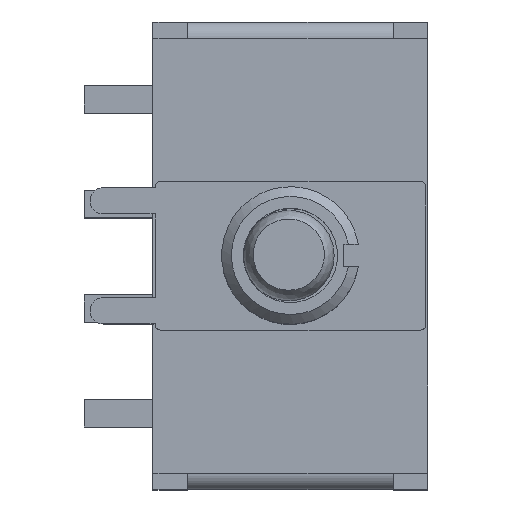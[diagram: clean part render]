
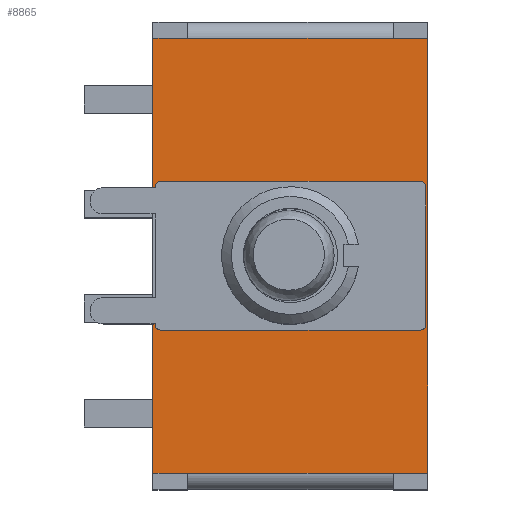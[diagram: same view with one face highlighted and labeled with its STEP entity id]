
A CAD part, top view. The second image highlights one B-rep face of the part: STEP entity #8865.
In plain terms, the highlighted planar face has unit normal (0, 0, 1).
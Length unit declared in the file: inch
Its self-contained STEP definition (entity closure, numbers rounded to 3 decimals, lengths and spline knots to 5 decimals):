
#317=FACE_OUTER_BOUND('',#846,.T.);
#846=EDGE_LOOP('',(#5963,#5964,#5965,#5966,#5967,#5968,#5969,#5970,#5971,
#5972,#5973,#5974,#5975,#5976,#5977,#5978,#5979,#5980,#5981,#5982));
#1379=LINE('',#12984,#2405);
#1383=LINE('',#12994,#2409);
#1386=LINE('',#13002,#2412);
#1388=LINE('',#13008,#2414);
#1391=LINE('',#13014,#2417);
#1402=LINE('',#13037,#2428);
#1403=LINE('',#13039,#2429);
#1415=LINE('',#13079,#2441);
#1416=LINE('',#13081,#2442);
#1417=LINE('',#13083,#2443);
#1418=LINE('',#13085,#2444);
#1419=LINE('',#13087,#2445);
#1420=LINE('',#13089,#2446);
#1421=LINE('',#13091,#2447);
#1422=LINE('',#13093,#2448);
#1423=LINE('',#13094,#2449);
#2405=VECTOR('',#10272,0.3937);
#2409=VECTOR('',#10282,0.3937);
#2412=VECTOR('',#10291,0.3937);
#2414=VECTOR('',#10299,0.3937);
#2417=VECTOR('',#10304,0.3937);
#2428=VECTOR('',#10329,0.3937);
#2429=VECTOR('',#10332,0.3937);
#2441=VECTOR('',#10370,0.3937);
#2442=VECTOR('',#10371,0.3937);
#2443=VECTOR('',#10372,0.3937);
#2444=VECTOR('',#10373,0.3937);
#2445=VECTOR('',#10374,0.3937);
#2446=VECTOR('',#10375,0.3937);
#2447=VECTOR('',#10376,0.3937);
#2448=VECTOR('',#10377,0.3937);
#2449=VECTOR('',#10378,0.3937);
#3421=CIRCLE('',#9398,0.00984);
#3422=CIRCLE('',#9401,0.00984);
#3423=CIRCLE('',#9404,0.00984);
#3424=CIRCLE('',#9407,0.00984);
#3682=VERTEX_POINT('',#12967);
#3686=VERTEX_POINT('',#12976);
#3687=VERTEX_POINT('',#12978);
#3688=VERTEX_POINT('',#12982);
#3689=VERTEX_POINT('',#12986);
#3690=VERTEX_POINT('',#12988);
#3691=VERTEX_POINT('',#12992);
#3692=VERTEX_POINT('',#12996);
#3693=VERTEX_POINT('',#13000);
#3694=VERTEX_POINT('',#13004);
#3696=VERTEX_POINT('',#13012);
#3701=VERTEX_POINT('',#13035);
#3710=VERTEX_POINT('',#13078);
#3711=VERTEX_POINT('',#13080);
#3712=VERTEX_POINT('',#13082);
#3713=VERTEX_POINT('',#13084);
#3714=VERTEX_POINT('',#13086);
#3715=VERTEX_POINT('',#13088);
#3716=VERTEX_POINT('',#13090);
#3717=VERTEX_POINT('',#13092);
#4518=EDGE_CURVE('',#3687,#3686,#3421,.T.);
#4521=EDGE_CURVE('',#3686,#3688,#1379,.T.);
#4523=EDGE_CURVE('',#3690,#3689,#3422,.T.);
#4526=EDGE_CURVE('',#3689,#3691,#1383,.T.);
#4528=EDGE_CURVE('',#3688,#3692,#3423,.T.);
#4530=EDGE_CURVE('',#3692,#3693,#1386,.T.);
#4532=EDGE_CURVE('',#3693,#3694,#3424,.T.);
#4533=EDGE_CURVE('',#3694,#3690,#1388,.T.);
#4536=EDGE_CURVE('',#3691,#3696,#1391,.T.);
#4548=EDGE_CURVE('',#3682,#3701,#1402,.T.);
#4549=EDGE_CURVE('',#3701,#3687,#1403,.T.);
#4566=EDGE_CURVE('',#3696,#3710,#1415,.T.);
#4567=EDGE_CURVE('',#3711,#3710,#1416,.T.);
#4568=EDGE_CURVE('',#3712,#3711,#1417,.T.);
#4569=EDGE_CURVE('',#3712,#3713,#1418,.T.);
#4570=EDGE_CURVE('',#3713,#3714,#1419,.T.);
#4571=EDGE_CURVE('',#3715,#3714,#1420,.T.);
#4572=EDGE_CURVE('',#3715,#3716,#1421,.T.);
#4573=EDGE_CURVE('',#3716,#3717,#1422,.T.);
#4574=EDGE_CURVE('',#3717,#3682,#1423,.T.);
#5963=ORIENTED_EDGE('',*,*,#4536,.T.);
#5964=ORIENTED_EDGE('',*,*,#4566,.T.);
#5965=ORIENTED_EDGE('',*,*,#4567,.F.);
#5966=ORIENTED_EDGE('',*,*,#4568,.F.);
#5967=ORIENTED_EDGE('',*,*,#4569,.T.);
#5968=ORIENTED_EDGE('',*,*,#4570,.T.);
#5969=ORIENTED_EDGE('',*,*,#4571,.F.);
#5970=ORIENTED_EDGE('',*,*,#4572,.T.);
#5971=ORIENTED_EDGE('',*,*,#4573,.T.);
#5972=ORIENTED_EDGE('',*,*,#4574,.T.);
#5973=ORIENTED_EDGE('',*,*,#4548,.T.);
#5974=ORIENTED_EDGE('',*,*,#4549,.T.);
#5975=ORIENTED_EDGE('',*,*,#4518,.T.);
#5976=ORIENTED_EDGE('',*,*,#4521,.T.);
#5977=ORIENTED_EDGE('',*,*,#4528,.T.);
#5978=ORIENTED_EDGE('',*,*,#4530,.T.);
#5979=ORIENTED_EDGE('',*,*,#4532,.T.);
#5980=ORIENTED_EDGE('',*,*,#4533,.T.);
#5981=ORIENTED_EDGE('',*,*,#4523,.T.);
#5982=ORIENTED_EDGE('',*,*,#4526,.T.);
#8522=PLANE('',#9430);
#8865=ADVANCED_FACE('',(#317),#8522,.T.);
#9398=AXIS2_PLACEMENT_3D('',#12979,#10266,#10267);
#9401=AXIS2_PLACEMENT_3D('',#12989,#10276,#10277);
#9404=AXIS2_PLACEMENT_3D('',#12998,#10286,#10287);
#9407=AXIS2_PLACEMENT_3D('',#13006,#10295,#10296);
#9430=AXIS2_PLACEMENT_3D('',#13077,#10368,#10369);
#10266=DIRECTION('center_axis',(0.,0.,-1.));
#10267=DIRECTION('ref_axis',(-0.707,0.707,0.));
#10272=DIRECTION('',(1.,0.,0.));
#10276=DIRECTION('center_axis',(0.,0.,-1.));
#10277=DIRECTION('ref_axis',(-0.707,-0.707,0.));
#10282=DIRECTION('',(0.,1.,0.));
#10286=DIRECTION('center_axis',(0.,0.,-1.));
#10287=DIRECTION('ref_axis',(0.707,0.707,0.));
#10291=DIRECTION('',(0.,-1.,0.));
#10295=DIRECTION('center_axis',(0.,0.,-1.));
#10296=DIRECTION('ref_axis',(0.707,-0.707,0.));
#10299=DIRECTION('',(-1.,0.,0.));
#10304=DIRECTION('',(-1.,0.,0.));
#10329=DIRECTION('',(1.,0.,0.));
#10332=DIRECTION('',(0.,1.,0.));
#10368=DIRECTION('center_axis',(0.,0.,1.));
#10369=DIRECTION('ref_axis',(1.,0.,0.));
#10370=DIRECTION('',(0.,-1.,0.));
#10371=DIRECTION('',(-1.,0.,0.));
#10372=DIRECTION('',(-1.,0.,0.));
#10373=DIRECTION('',(1.,0.,0.));
#10374=DIRECTION('',(0.,1.,0.));
#10375=DIRECTION('',(1.,0.,0.));
#10376=DIRECTION('',(-1.,0.,0.));
#10377=DIRECTION('',(-1.,0.,0.));
#10378=DIRECTION('',(0.,-1.,0.));
#12967=CARTESIAN_POINT('',(-0.25,0.12402,0.41496));
#12976=CARTESIAN_POINT('',(-0.23622,0.13504,0.41496));
#12978=CARTESIAN_POINT('',(-0.24606,0.1252,0.41496));
#12979=CARTESIAN_POINT('Origin',(-0.23622,0.1252,0.41496));
#12982=CARTESIAN_POINT('',(0.23622,0.13504,0.41496));
#12984=CARTESIAN_POINT('',(-0.12303,0.13504,0.41496));
#12986=CARTESIAN_POINT('',(-0.24606,-0.1252,0.41496));
#12988=CARTESIAN_POINT('',(-0.23622,-0.13504,0.41496));
#12989=CARTESIAN_POINT('Origin',(-0.23622,-0.1252,
0.41496));
#12992=CARTESIAN_POINT('',(-0.24606,-0.12402,0.41496));
#12994=CARTESIAN_POINT('',(-0.24606,0.13002,0.41496));
#12996=CARTESIAN_POINT('',(0.24606,0.1252,0.41496));
#12998=CARTESIAN_POINT('Origin',(0.23622,0.1252,0.41496));
#13000=CARTESIAN_POINT('',(0.24606,-0.1252,0.41496));
#13002=CARTESIAN_POINT('',(0.24606,0.26506,0.41496));
#13004=CARTESIAN_POINT('',(0.23622,-0.13504,0.41496));
#13006=CARTESIAN_POINT('Origin',(0.23622,-0.1252,0.41496));
#13008=CARTESIAN_POINT('',(0.12303,-0.13504,0.41496));
#13012=CARTESIAN_POINT('',(-0.25,-0.12402,0.41496));
#13014=CARTESIAN_POINT('',(-0.12303,-0.12402,0.41496));
#13035=CARTESIAN_POINT('',(-0.24606,0.12402,0.41496));
#13037=CARTESIAN_POINT('',(-0.17008,0.12402,0.41496));
#13039=CARTESIAN_POINT('',(-0.24606,0.25955,0.41496));
#13077=CARTESIAN_POINT('Origin',(0.,0.39508,
0.41496));
#13078=CARTESIAN_POINT('',(-0.25,-0.39508,0.41496));
#13079=CARTESIAN_POINT('',(-0.25,-0.39508,0.41496));
#13080=CARTESIAN_POINT('',(-0.18701,-0.39508,0.41496));
#13081=CARTESIAN_POINT('',(-0.18701,-0.39508,0.41496));
#13082=CARTESIAN_POINT('',(0.18701,-0.39508,0.41496));
#13083=CARTESIAN_POINT('',(0.,-0.39508,0.41496));
#13084=CARTESIAN_POINT('',(0.25,-0.39508,0.41496));
#13085=CARTESIAN_POINT('',(0.18701,-0.39508,0.41496));
#13086=CARTESIAN_POINT('',(0.25,0.39508,0.41496));
#13087=CARTESIAN_POINT('',(0.25,0.39508,0.41496));
#13088=CARTESIAN_POINT('',(0.18701,0.39508,0.41496));
#13089=CARTESIAN_POINT('',(0.18701,0.39508,0.41496));
#13090=CARTESIAN_POINT('',(-0.18701,0.39508,0.41496));
#13091=CARTESIAN_POINT('',(0.,0.39508,0.41496));
#13092=CARTESIAN_POINT('',(-0.25,0.39508,0.41496));
#13093=CARTESIAN_POINT('',(-0.18701,0.39508,0.41496));
#13094=CARTESIAN_POINT('',(-0.25,-0.39508,0.41496));
